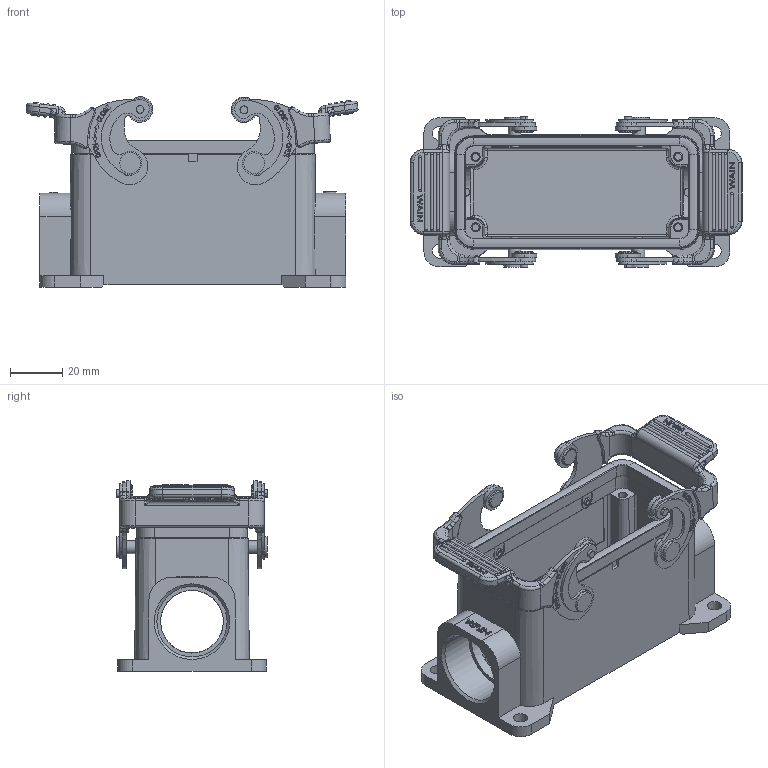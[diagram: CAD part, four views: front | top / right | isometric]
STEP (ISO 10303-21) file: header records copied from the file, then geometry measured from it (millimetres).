
FILE_DESCRIPTION(/* description */ (''),/* implementation_level */ '2;1');
FILE_NAME(/* name */ '3D_1240162411031_HV16B-SF-2L_SC-2PG21_V1.1.stp',/* time_stamp */ '2024-01-02T14:28:33+08:00',/* author */ (''),/* organization */ (''),/* preprocessor_version */ 'ST-DEVELOPER v18.1',/* originating_system */ 'SIEMENS PLM Software NX 1980',/* authorisation */ '');
FILE_SCHEMA (('AUTOMOTIVE_DESIGN { 1 0 10303 214 3 1 1 1 }'));
Products named in the file (1): 145924985FBBm1y5
Bounding box: 127.01 x 57.9 x 72.94 mm (x, y, z)
Volume: 102421.1 mm3; surface area: 74653 mm2
Topology: 24 solids, 24 shells, 1715 faces, 4444 edges, 2845 vertices
Faces by surface type: plane 843, cylinder 542, torus 112, extrusion 76, bspline 62, cone 44, sphere 36
Full cylindrical faces by diameter (mm): 1.9 x4, 3 x8, 4.9 x4, 8 x4, 24 x2, 26.9 x2
Entity records: 66698 total; most frequent: CARTESIAN_POINT 20854, ORIENTED_EDGE 8678, DIRECTION 7845, EDGE_CURVE 4339, VERTEX_POINT 2836, AXIS2_PLACEMENT_3D 2738, VECTOR 2369, LINE 2293
